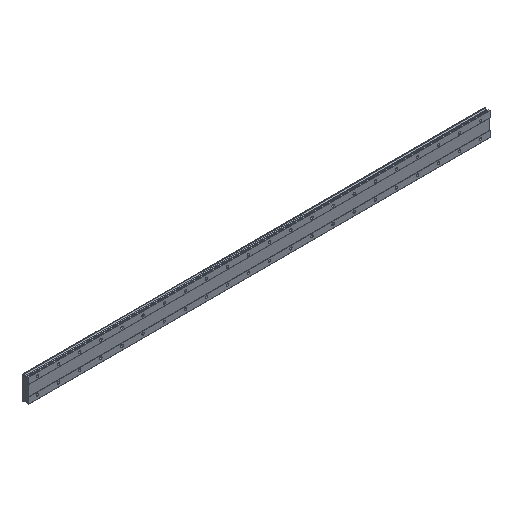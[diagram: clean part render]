
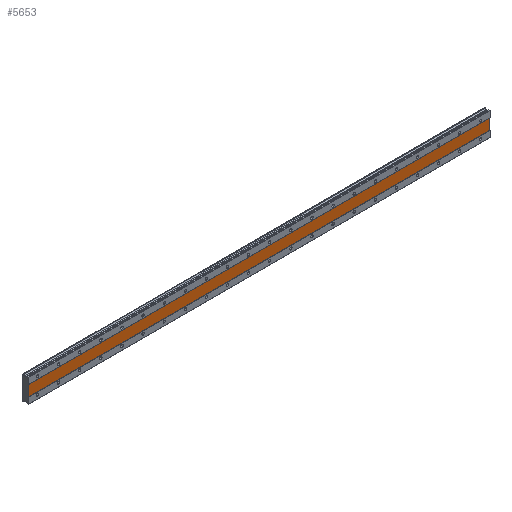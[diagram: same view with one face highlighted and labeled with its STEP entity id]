
A CAD part, isometric view. The second image highlights one B-rep face of the part: STEP entity #5653.
In plain terms, the highlighted planar face has unit normal (0, -1, 0).
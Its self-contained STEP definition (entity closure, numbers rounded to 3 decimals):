
#303 = EDGE_CURVE ( 'NONE', #6261, #533, #7585, .T. ) ;
#425 = AXIS2_PLACEMENT_3D ( 'NONE', #4302, #3647, #2361 ) ;
#533 = VERTEX_POINT ( 'NONE', #1890 ) ;
#890 = LINE ( 'NONE', #3856, #7501 ) ;
#1065 = EDGE_CURVE ( 'NONE', #533, #3660, #1276, .T. ) ;
#1144 = ORIENTED_EDGE ( 'NONE', *, *, #7029, .F. ) ;
#1230 = VERTEX_POINT ( 'NONE', #4352 ) ;
#1276 = LINE ( 'NONE', #4857, #4503 ) ;
#1587 = VECTOR ( 'NONE', #7765, 1000. ) ;
#1771 = PLANE ( 'NONE',  #425 ) ;
#1890 = CARTESIAN_POINT ( 'NONE',  ( -35., 1., -20. ) ) ;
#2242 = CARTESIAN_POINT ( 'NONE',  ( 1715., 1., 20. ) ) ;
#2361 = DIRECTION ( 'NONE',  ( 0., 0., 1. ) ) ;
#2523 = ORIENTED_EDGE ( 'NONE', *, *, #7233, .F. ) ;
#2712 = DIRECTION ( 'NONE',  ( -1., 0., 0. ) ) ;
#2927 = FACE_OUTER_BOUND ( 'NONE', #6616, .T. ) ;
#3210 = ORIENTED_EDGE ( 'NONE', *, *, #1065, .F. ) ;
#3526 = LINE ( 'NONE', #2242, #1587 ) ;
#3647 = DIRECTION ( 'NONE',  ( 0., 1., 0. ) ) ;
#3660 = VERTEX_POINT ( 'NONE', #6528 ) ;
#3856 = CARTESIAN_POINT ( 'NONE',  ( 1715., 1., 20. ) ) ;
#3958 = VECTOR ( 'NONE', #2712, 1000. ) ;
#4302 = CARTESIAN_POINT ( 'NONE',  ( 1715., 1., 20. ) ) ;
#4352 = CARTESIAN_POINT ( 'NONE',  ( 1715., 1., 20. ) ) ;
#4503 = VECTOR ( 'NONE', #7945, 1000. ) ;
#4529 = CARTESIAN_POINT ( 'NONE',  ( 1715., 1., -20. ) ) ;
#4857 = CARTESIAN_POINT ( 'NONE',  ( -35., 1., 20. ) ) ;
#4962 = ORIENTED_EDGE ( 'NONE', *, *, #303, .F. ) ;
#5653 = ADVANCED_FACE ( 'NONE', ( #2927 ), #1771, .F. ) ;
#6261 = VERTEX_POINT ( 'NONE', #7519 ) ;
#6365 = DIRECTION ( 'NONE',  ( 0., 0., -1. ) ) ;
#6528 = CARTESIAN_POINT ( 'NONE',  ( -35., 1., 20. ) ) ;
#6616 = EDGE_LOOP ( 'NONE', ( #4962, #1144, #2523, #3210 ) ) ;
#7029 = EDGE_CURVE ( 'NONE', #1230, #6261, #890, .T. ) ;
#7233 = EDGE_CURVE ( 'NONE', #3660, #1230, #3526, .T. ) ;
#7501 = VECTOR ( 'NONE', #6365, 1000. ) ;
#7519 = CARTESIAN_POINT ( 'NONE',  ( 1715., 1., -20. ) ) ;
#7585 = LINE ( 'NONE', #4529, #3958 ) ;
#7765 = DIRECTION ( 'NONE',  ( 1., 0., 0. ) ) ;
#7945 = DIRECTION ( 'NONE',  ( 0., 0., 1. ) ) ;
